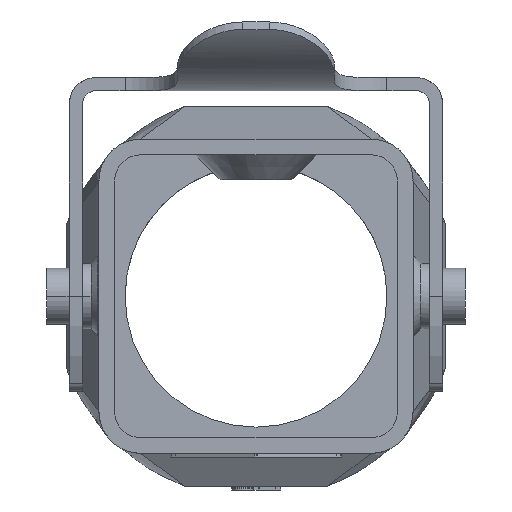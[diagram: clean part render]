
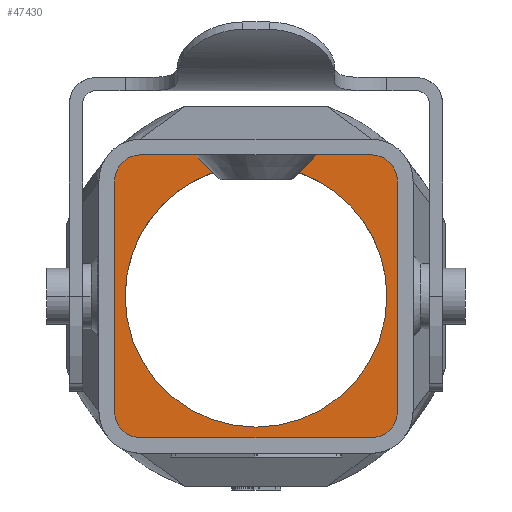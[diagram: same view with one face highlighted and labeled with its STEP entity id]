
A CAD part, left-side view. The second image highlights one B-rep face of the part: STEP entity #47430.
In plain terms, the highlighted face is planar.
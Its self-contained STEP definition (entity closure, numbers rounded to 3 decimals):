
#12230=CARTESIAN_POINT('',(45.758,49.802,41.5));
#12240=VERTEX_POINT('',#12230);
#12420=CARTESIAN_POINT('',(39.173,49.802,41.5));
#12430=VERTEX_POINT('',#12420);
#12460=CARTESIAN_POINT('',(42.466,40.359,41.5));
#12470=DIRECTION('',(0.,0.,1.));
#12480=DIRECTION('',(-1.,0.,0.));
#12490=AXIS2_PLACEMENT_3D('',#12460,#12470,#12480);
#12500=CIRCLE('',#12490,10.);
#12510=CARTESIAN_POINT('',(32.466,40.359,41.5));
#12520=VERTEX_POINT('',#12510);
#12530=EDGE_CURVE('',#12430,#12520,#12500,.T.);
#12670=CARTESIAN_POINT('',(52.466,40.359,41.5));
#12680=VERTEX_POINT('',#12670);
#12710=EDGE_CURVE('',#12680,#12240,#12500,.T.);
#13330=CARTESIAN_POINT('',(37.816,51.159,41.5));
#13340=VERTEX_POINT('',#13330);
#13370=CARTESIAN_POINT('',(88.975,0.,41.5));
#13380=DIRECTION('',(0.707,-0.707,0.));
#13390=VECTOR('',#13380,1.);
#13400=LINE('',#13370,#13390);
#13410=EDGE_CURVE('',#13340,#12430,#13400,.T.);
#46290=CARTESIAN_POINT('',(-4.043,0.,41.5));
#46300=DIRECTION('',(0.707,0.707,0.));
#46310=VECTOR('',#46300,1.);
#46320=LINE('',#46290,#46310);
#46330=CARTESIAN_POINT('',(47.116,51.159,41.5));
#46340=VERTEX_POINT('',#46330);
#46350=EDGE_CURVE('',#12240,#46340,#46320,.T.);
#46560=CARTESIAN_POINT('',(93.413,31.287,41.5));
#46570=DIRECTION('',(0.,0.,1.));
#46580=DIRECTION('',(1.,0.,0.));
#46590=AXIS2_PLACEMENT_3D('',#46560,#46570,#46580);
#46600=PLANE('',#46590);
#46610=EDGE_CURVE('',#12520,#12680,#12500,.T.);
#46620=ORIENTED_EDGE('',*,*,#46610,.T.);
#46630=ORIENTED_EDGE('',*,*,#12530,.T.);
#46640=ORIENTED_EDGE('',*,*,#13410,.T.);
#46650=CARTESIAN_POINT('',(0.,51.159,41.5));
#46660=DIRECTION('',(1.,0.,0.));
#46670=VECTOR('',#46660,1.);
#46680=LINE('',#46650,#46670);
#46690=CARTESIAN_POINT('',(33.666,51.159,41.5));
#46700=VERTEX_POINT('',#46690);
#46710=EDGE_CURVE('',#46700,#13340,#46680,.T.);
#46720=ORIENTED_EDGE('',*,*,#46710,.T.);
#46730=CARTESIAN_POINT('',(33.666,49.159,41.5));
#46740=DIRECTION('',(0.,0.,1.));
#46750=DIRECTION('',(1.,0.,0.));
#46760=AXIS2_PLACEMENT_3D('',#46730,#46740,#46750);
#46770=CIRCLE('',#46760,2.);
#46780=CARTESIAN_POINT('',(31.666,49.159,41.5));
#46790=VERTEX_POINT('',#46780);
#46800=EDGE_CURVE('',#46700,#46790,#46770,.T.);
#46810=ORIENTED_EDGE('',*,*,#46800,.F.);
#46820=CARTESIAN_POINT('',(31.666,0.,41.5));
#46830=DIRECTION('',(0.,1.,0.));
#46840=VECTOR('',#46830,1.);
#46850=LINE('',#46820,#46840);
#46860=CARTESIAN_POINT('',(31.666,31.559,41.5));
#46870=VERTEX_POINT('',#46860);
#46880=EDGE_CURVE('',#46870,#46790,#46850,.T.);
#46890=ORIENTED_EDGE('',*,*,#46880,.T.);
#46900=CARTESIAN_POINT('',(33.666,31.559,41.5));
#46910=DIRECTION('',(0.,0.,1.));
#46920=DIRECTION('',(1.,0.,0.));
#46930=AXIS2_PLACEMENT_3D('',#46900,#46910,#46920);
#46940=CIRCLE('',#46930,2.);
#46950=CARTESIAN_POINT('',(33.666,29.559,41.5));
#46960=VERTEX_POINT('',#46950);
#46970=EDGE_CURVE('',#46870,#46960,#46940,.T.);
#46980=ORIENTED_EDGE('',*,*,#46970,.F.);
#46990=CARTESIAN_POINT('',(0.,29.559,41.5));
#47000=DIRECTION('',(-1.,0.,0.));
#47010=VECTOR('',#47000,1.);
#47020=LINE('',#46990,#47010);
#47030=CARTESIAN_POINT('',(51.266,29.559,41.5));
#47040=VERTEX_POINT('',#47030);
#47050=EDGE_CURVE('',#47040,#46960,#47020,.T.);
#47060=ORIENTED_EDGE('',*,*,#47050,.T.);
#47070=CARTESIAN_POINT('',(51.266,31.559,41.5));
#47080=DIRECTION('',(0.,0.,1.));
#47090=DIRECTION('',(1.,0.,0.));
#47100=AXIS2_PLACEMENT_3D('',#47070,#47080,#47090);
#47110=CIRCLE('',#47100,2.);
#47120=CARTESIAN_POINT('',(53.266,31.559,41.5));
#47130=VERTEX_POINT('',#47120);
#47140=EDGE_CURVE('',#47040,#47130,#47110,.T.);
#47150=ORIENTED_EDGE('',*,*,#47140,.F.);
#47160=CARTESIAN_POINT('',(53.266,0.,41.5));
#47170=DIRECTION('',(0.,-1.,0.));
#47180=VECTOR('',#47170,1.);
#47190=LINE('',#47160,#47180);
#47200=CARTESIAN_POINT('',(53.266,49.159,41.5));
#47210=VERTEX_POINT('',#47200);
#47220=EDGE_CURVE('',#47210,#47130,#47190,.T.);
#47230=ORIENTED_EDGE('',*,*,#47220,.T.);
#47240=CARTESIAN_POINT('',(51.266,49.159,41.5));
#47250=DIRECTION('',(0.,0.,1.));
#47260=DIRECTION('',(1.,0.,0.));
#47270=AXIS2_PLACEMENT_3D('',#47240,#47250,#47260);
#47280=CIRCLE('',#47270,2.);
#47290=CARTESIAN_POINT('',(51.266,51.159,41.5));
#47300=VERTEX_POINT('',#47290);
#47310=EDGE_CURVE('',#47210,#47300,#47280,.T.);
#47320=ORIENTED_EDGE('',*,*,#47310,.F.);
#47330=CARTESIAN_POINT('',(0.,51.159,41.5));
#47340=DIRECTION('',(1.,0.,0.));
#47350=VECTOR('',#47340,1.);
#47360=LINE('',#47330,#47350);
#47370=EDGE_CURVE('',#46340,#47300,#47360,.T.);
#47380=ORIENTED_EDGE('',*,*,#47370,.T.);
#47390=ORIENTED_EDGE('',*,*,#46350,.T.);
#47400=ORIENTED_EDGE('',*,*,#12710,.T.);
#47410=EDGE_LOOP('',(#47400,#47390,#47380,#47320,#47230,#47150,#47060,
#46980,#46890,#46810,#46720,#46640,#46630,#46620));
#47420=FACE_OUTER_BOUND('',#47410,.T.);
#47430=ADVANCED_FACE('',(#47420),#46600,.F.);
